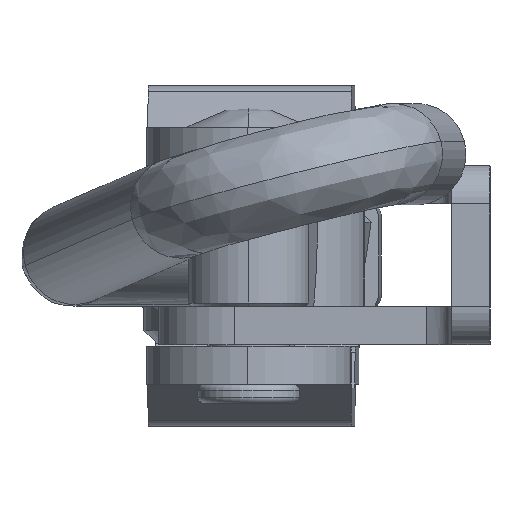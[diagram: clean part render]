
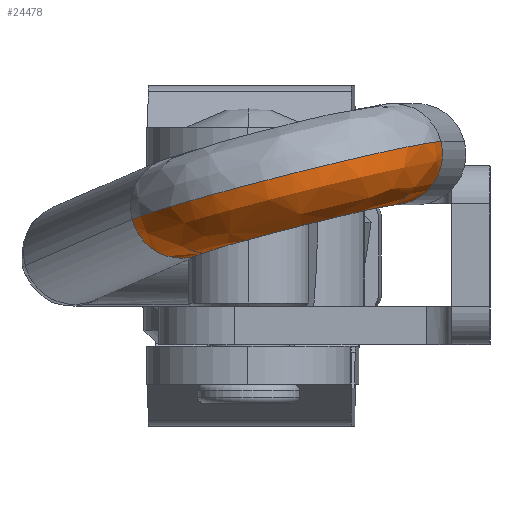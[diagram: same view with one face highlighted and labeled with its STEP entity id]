
A CAD part, left-side view. The second image highlights one B-rep face of the part: STEP entity #24478.
In plain terms, the highlighted free-form (B-spline) face has degree [3, 3] with [4, 4] control points.
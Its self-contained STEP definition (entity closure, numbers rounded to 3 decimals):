
#32 = CARTESIAN_POINT ( 'NONE',  ( -144.132, -7.405, 0. ) ) ;
#133 = CARTESIAN_POINT ( 'NONE',  ( -147.234, -17.395, 0. ) ) ;
#395 = ORIENTED_EDGE ( 'NONE', *, *, #30148, .T. ) ;
#771 = CIRCLE ( 'NONE', #20562, 12.8 ) ;
#1831 = CIRCLE ( 'NONE', #5350, 4. ) ;
#2084 = AXIS2_PLACEMENT_3D ( 'NONE', #22034, #7657, #24447 ) ;
#2421 = CARTESIAN_POINT ( 'NONE',  ( -157.13, -32., 0. ) ) ;
#2454 = CARTESIAN_POINT ( 'NONE',  ( -139.16, -24., 0. ) ) ;
#2530 = CARTESIAN_POINT ( 'NONE',  ( -139.16, -24., 0. ) ) ;
#2547 =( BOUNDED_SURFACE ( )  B_SPLINE_SURFACE ( 3, 3, ( 
 ( #32, #30201, #2421, #19200 ),
 ( #4826, #21618, #7226, #24035 ),
 ( #9647, #26411, #12071, #28834 ),
 ( #14486, #133, #16891, #2530 ) ),
 .UNSPECIFIED., .F., .F., .F. ) 
 B_SPLINE_SURFACE_WITH_KNOTS ( ( 4, 4 ),
 ( 4, 4 ),
 ( 0., 1. ),
 ( 0., 1. ),
 .UNSPECIFIED. ) 
 GEOMETRIC_REPRESENTATION_ITEM ( )  RATIONAL_B_SPLINE_SURFACE ( (
 ( 1., 0.465, 0.465, 1.),
 ( 0.333, 0.155, 0.155, 0.333),
 ( 0.333, 0.155, 0.155, 0.333),
 ( 1., 0.465, 0.465, 1.) ) ) 
 REPRESENTATION_ITEM ( '' )  SURFACE ( )  );
#4247 = CARTESIAN_POINT ( 'NONE',  ( -139.16, -19.2, 0. ) ) ;
#4826 = CARTESIAN_POINT ( 'NONE',  ( -144.132, -7.405, -8. ) ) ;
#4993 = AXIS2_PLACEMENT_3D ( 'NONE', #4247, #21046, #6648 ) ;
#5051 = EDGE_CURVE ( 'NONE', #9698, #8461, #1831, .T. ) ;
#5350 = AXIS2_PLACEMENT_3D ( 'NONE', #24203, #9832, #26595 ) ;
#5841 = DIRECTION ( 'NONE',  ( 0., 0., 1. ) ) ;
#6173 = VERTEX_POINT ( 'NONE', #11508 ) ;
#6648 = DIRECTION ( 'NONE',  ( 1., 0., 0. ) ) ;
#7226 = CARTESIAN_POINT ( 'NONE',  ( -157.13, -32., -8. ) ) ;
#7657 = DIRECTION ( 'NONE',  ( -1., 0., 0. ) ) ;
#8461 = VERTEX_POINT ( 'NONE', #21092 ) ;
#9478 = EDGE_CURVE ( 'NONE', #8461, #6173, #771, .T. ) ;
#9647 = CARTESIAN_POINT ( 'NONE',  ( -141.024, -14.777, -8. ) ) ;
#9698 = VERTEX_POINT ( 'NONE', #23873 ) ;
#9832 = DIRECTION ( 'NONE',  ( 0.921, 0.388, 0. ) ) ;
#11508 = CARTESIAN_POINT ( 'NONE',  ( -139.16, -32., 0. ) ) ;
#12071 = CARTESIAN_POINT ( 'NONE',  ( -145.899, -24., -8. ) ) ;
#13509 = FACE_OUTER_BOUND ( 'NONE', #14576, .T. ) ;
#14486 = CARTESIAN_POINT ( 'NONE',  ( -141.024, -14.777, 0. ) ) ;
#14576 = EDGE_LOOP ( 'NONE', ( #16029, #17126, #395, #14710 ) ) ;
#14710 = ORIENTED_EDGE ( 'NONE', *, *, #9478, .F. ) ;
#15553 = EDGE_CURVE ( 'NONE', #9698, #17558, #27810, .T. ) ;
#16029 = ORIENTED_EDGE ( 'NONE', *, *, #5051, .F. ) ;
#16891 = CARTESIAN_POINT ( 'NONE',  ( -145.899, -24., 0. ) ) ;
#17126 = ORIENTED_EDGE ( 'NONE', *, *, #15553, .T. ) ;
#17558 = VERTEX_POINT ( 'NONE', #2454 ) ;
#19200 = CARTESIAN_POINT ( 'NONE',  ( -139.16, -32., 0. ) ) ;
#20209 = CARTESIAN_POINT ( 'NONE',  ( -139.16, -19.2, 0. ) ) ;
#20562 = AXIS2_PLACEMENT_3D ( 'NONE', #20209, #5841, #22633 ) ;
#21046 = DIRECTION ( 'NONE',  ( 0., 0., 1. ) ) ;
#21092 = CARTESIAN_POINT ( 'NONE',  ( -144.132, -7.405, 0. ) ) ;
#21618 = CARTESIAN_POINT ( 'NONE',  ( -160.691, -14.386, -8. ) ) ;
#22034 = CARTESIAN_POINT ( 'NONE',  ( -139.16, -28., 0. ) ) ;
#22633 = DIRECTION ( 'NONE',  ( 1., 0., 0. ) ) ;
#23873 = CARTESIAN_POINT ( 'NONE',  ( -141.024, -14.777, 0. ) ) ;
#24035 = CARTESIAN_POINT ( 'NONE',  ( -139.16, -32., -8. ) ) ;
#24203 = CARTESIAN_POINT ( 'NONE',  ( -142.578, -11.091, 0. ) ) ;
#24447 = DIRECTION ( 'NONE',  ( 0., -1., 0. ) ) ;
#24478 = ADVANCED_FACE ( 'NONE', ( #13509 ), #2547, .T. ) ;
#26411 = CARTESIAN_POINT ( 'NONE',  ( -147.234, -17.395, -8. ) ) ;
#26595 = DIRECTION ( 'NONE',  ( 0.388, -0.921, 0. ) ) ;
#27810 = CIRCLE ( 'NONE', #4993, 4.8 ) ;
#27889 = CIRCLE ( 'NONE', #2084, 4. ) ;
#28834 = CARTESIAN_POINT ( 'NONE',  ( -139.16, -24., -8. ) ) ;
#30148 = EDGE_CURVE ( 'NONE', #17558, #6173, #27889, .T. ) ;
#30201 = CARTESIAN_POINT ( 'NONE',  ( -160.691, -14.386, 0. ) ) ;
